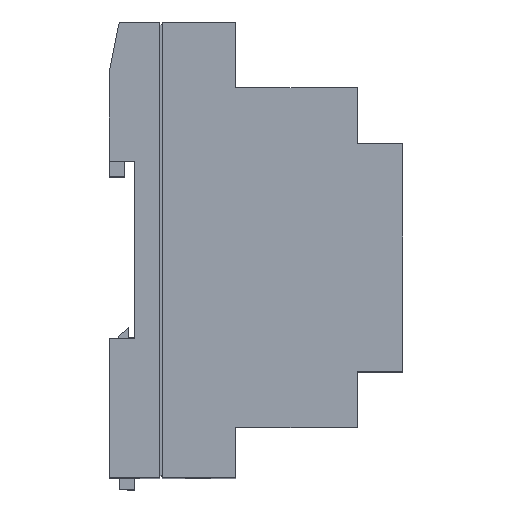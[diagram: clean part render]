
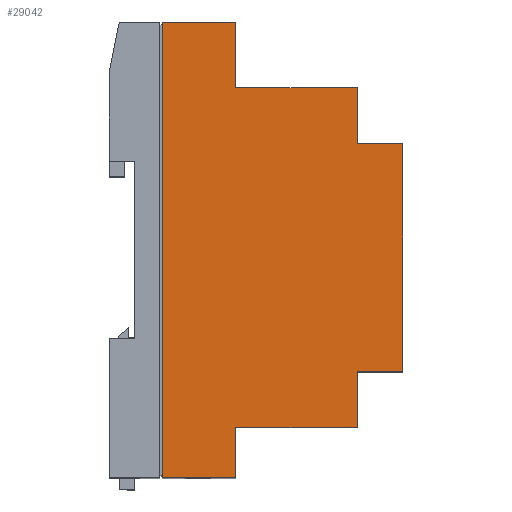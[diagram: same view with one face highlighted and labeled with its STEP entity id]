
A CAD part, top view. The second image highlights one B-rep face of the part: STEP entity #29042.
In plain terms, the highlighted face is planar.
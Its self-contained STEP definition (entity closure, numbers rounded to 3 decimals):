
#41 = VECTOR ( 'NONE', #8889, 1000. ) ;
#70 = LINE ( 'NONE', #45992, #37131 ) ;
#601 = VERTEX_POINT ( 'NONE', #10118 ) ;
#739 = DIRECTION ( 'NONE',  ( 0., 0., -1. ) ) ;
#1186 = LINE ( 'NONE', #5163, #41 ) ;
#1231 = ORIENTED_EDGE ( 'NONE', *, *, #37460, .F. ) ;
#1927 = CARTESIAN_POINT ( 'NONE',  ( 0., 21., 58. ) ) ;
#2510 = EDGE_CURVE ( 'NONE', #11502, #46797, #14438, .T. ) ;
#3246 = VECTOR ( 'NONE', #7784, 1000. ) ;
#3486 = LINE ( 'NONE', #37689, #12122 ) ;
#5163 = CARTESIAN_POINT ( 'NONE',  ( 0., 90., 25. ) ) ;
#6006 = ORIENTED_EDGE ( 'NONE', *, *, #29641, .F. ) ;
#6216 = CARTESIAN_POINT ( 'NONE',  ( 0., 21., 49. ) ) ;
#6376 = CARTESIAN_POINT ( 'NONE',  ( 0., 10., 25. ) ) ;
#7338 = CARTESIAN_POINT ( 'NONE',  ( 0., 0., 25. ) ) ;
#7613 = CARTESIAN_POINT ( 'NONE',  ( 0., 66., 49. ) ) ;
#7784 = DIRECTION ( 'NONE',  ( 0., 0., -1. ) ) ;
#7979 = CARTESIAN_POINT ( 'NONE',  ( 0., 66., 49. ) ) ;
#8889 = DIRECTION ( 'NONE',  ( 0., 0., 1. ) ) ;
#10118 = CARTESIAN_POINT ( 'NONE',  ( 0., 66., 58. ) ) ;
#10479 = CARTESIAN_POINT ( 'NONE',  ( 0., 0., 0. ) ) ;
#11232 = CARTESIAN_POINT ( 'NONE',  ( 0., 0., 10.5 ) ) ;
#11502 = VERTEX_POINT ( 'NONE', #6216 ) ;
#12122 = VECTOR ( 'NONE', #26682, 1000. ) ;
#14201 = PLANE ( 'NONE',  #21511 ) ;
#14343 = LINE ( 'NONE', #41765, #38072 ) ;
#14438 = LINE ( 'NONE', #37731, #24346 ) ;
#14753 = VERTEX_POINT ( 'NONE', #25634 ) ;
#14848 = EDGE_CURVE ( 'NONE', #46797, #31778, #32775, .T. ) ;
#15592 = DIRECTION ( 'NONE',  ( 0., -1., 0. ) ) ;
#15882 = DIRECTION ( 'NONE',  ( 0., 0., 1. ) ) ;
#16017 = ORIENTED_EDGE ( 'NONE', *, *, #44732, .F. ) ;
#16195 = CARTESIAN_POINT ( 'NONE',  ( 0., 77., 25. ) ) ;
#16705 = LINE ( 'NONE', #19221, #35231 ) ;
#16761 = LINE ( 'NONE', #42124, #45125 ) ;
#17264 = CARTESIAN_POINT ( 'NONE',  ( 0., 90., 10.5 ) ) ;
#17960 = DIRECTION ( 'NONE',  ( 0., 0., 1. ) ) ;
#19221 = CARTESIAN_POINT ( 'NONE',  ( 0., 0., 0. ) ) ;
#20150 = DIRECTION ( 'NONE',  ( 0., -1., 0. ) ) ;
#20690 = ORIENTED_EDGE ( 'NONE', *, *, #47101, .F. ) ;
#21284 = CARTESIAN_POINT ( 'NONE',  ( 0., 10., 49. ) ) ;
#21511 = AXIS2_PLACEMENT_3D ( 'NONE', #10479, #40137, #17960 ) ;
#22393 = DIRECTION ( 'NONE',  ( 0., -1., 0. ) ) ;
#22720 = ORIENTED_EDGE ( 'NONE', *, *, #23626, .F. ) ;
#23626 = EDGE_CURVE ( 'NONE', #31756, #47376, #1186, .T. ) ;
#23708 = DIRECTION ( 'NONE',  ( 0., 0., 1. ) ) ;
#24346 = VECTOR ( 'NONE', #15592, 1000. ) ;
#25121 = LINE ( 'NONE', #7338, #33756 ) ;
#25634 = CARTESIAN_POINT ( 'NONE',  ( 0., 77., 49. ) ) ;
#25938 = VERTEX_POINT ( 'NONE', #42384 ) ;
#26105 = CARTESIAN_POINT ( 'NONE',  ( 0., 21., 58. ) ) ;
#26682 = DIRECTION ( 'NONE',  ( 0., 0., -1. ) ) ;
#28745 = ORIENTED_EDGE ( 'NONE', *, *, #43011, .F. ) ;
#28813 = VERTEX_POINT ( 'NONE', #1927 ) ;
#28965 = LINE ( 'NONE', #7613, #38846 ) ;
#29042 = ADVANCED_FACE ( 'NONE', ( #40290 ), #14201, .T. ) ;
#29400 = LINE ( 'NONE', #26105, #38102 ) ;
#29510 = DIRECTION ( 'NONE',  ( 0., -1., 0. ) ) ;
#29641 = EDGE_CURVE ( 'NONE', #31778, #25938, #25121, .T. ) ;
#29813 = DIRECTION ( 'NONE',  ( 0., -1., 0. ) ) ;
#30039 = CARTESIAN_POINT ( 'NONE',  ( 0., 77., 25. ) ) ;
#30126 = ORIENTED_EDGE ( 'NONE', *, *, #14848, .F. ) ;
#31756 = VERTEX_POINT ( 'NONE', #17264 ) ;
#31778 = VERTEX_POINT ( 'NONE', #6376 ) ;
#31807 = ORIENTED_EDGE ( 'NONE', *, *, #46601, .T. ) ;
#32775 = LINE ( 'NONE', #37405, #3246 ) ;
#33427 = VECTOR ( 'NONE', #45794, 1000. ) ;
#33756 = VECTOR ( 'NONE', #29510, 1000. ) ;
#34856 = EDGE_CURVE ( 'NONE', #36828, #601, #16761, .T. ) ;
#35231 = VECTOR ( 'NONE', #739, 1000. ) ;
#35646 = VERTEX_POINT ( 'NONE', #30039 ) ;
#36203 = ORIENTED_EDGE ( 'NONE', *, *, #2510, .F. ) ;
#36828 = VERTEX_POINT ( 'NONE', #7979 ) ;
#37131 = VECTOR ( 'NONE', #20150, 1000. ) ;
#37405 = CARTESIAN_POINT ( 'NONE',  ( 0., 10., 25. ) ) ;
#37460 = EDGE_CURVE ( 'NONE', #35646, #14753, #14343, .T. ) ;
#37528 = EDGE_CURVE ( 'NONE', #47376, #35646, #43307, .T. ) ;
#37689 = CARTESIAN_POINT ( 'NONE',  ( 0., 21., 49. ) ) ;
#37731 = CARTESIAN_POINT ( 'NONE',  ( 0., 10., 49. ) ) ;
#38072 = VECTOR ( 'NONE', #15882, 1000. ) ;
#38102 = VECTOR ( 'NONE', #29813, 1000. ) ;
#38846 = VECTOR ( 'NONE', #22393, 1000. ) ;
#38963 = EDGE_LOOP ( 'NONE', ( #31807, #28745, #6006, #30126, #36203, #20690, #16017, #44605, #40089, #1231, #45439, #22720 ) ) ;
#40089 = ORIENTED_EDGE ( 'NONE', *, *, #42403, .F. ) ;
#40137 = DIRECTION ( 'NONE',  ( -1., 0., 0. ) ) ;
#40154 = CARTESIAN_POINT ( 'NONE',  ( 0., 90., 25. ) ) ;
#40290 = FACE_OUTER_BOUND ( 'NONE', #38963, .T. ) ;
#41765 = CARTESIAN_POINT ( 'NONE',  ( 0., 77., 49. ) ) ;
#42124 = CARTESIAN_POINT ( 'NONE',  ( 0., 66., 58. ) ) ;
#42384 = CARTESIAN_POINT ( 'NONE',  ( 0., 0., 25. ) ) ;
#42403 = EDGE_CURVE ( 'NONE', #14753, #36828, #28965, .T. ) ;
#43011 = EDGE_CURVE ( 'NONE', #25938, #45854, #16705, .T. ) ;
#43307 = LINE ( 'NONE', #16195, #33427 ) ;
#44605 = ORIENTED_EDGE ( 'NONE', *, *, #34856, .F. ) ;
#44732 = EDGE_CURVE ( 'NONE', #601, #28813, #29400, .T. ) ;
#45125 = VECTOR ( 'NONE', #23708, 1000. ) ;
#45439 = ORIENTED_EDGE ( 'NONE', *, *, #37528, .F. ) ;
#45794 = DIRECTION ( 'NONE',  ( 0., -1., 0. ) ) ;
#45854 = VERTEX_POINT ( 'NONE', #11232 ) ;
#45992 = CARTESIAN_POINT ( 'NONE',  ( 0., 91.414, 10.5 ) ) ;
#46601 = EDGE_CURVE ( 'NONE', #31756, #45854, #70, .T. ) ;
#46797 = VERTEX_POINT ( 'NONE', #21284 ) ;
#47101 = EDGE_CURVE ( 'NONE', #28813, #11502, #3486, .T. ) ;
#47376 = VERTEX_POINT ( 'NONE', #40154 ) ;
